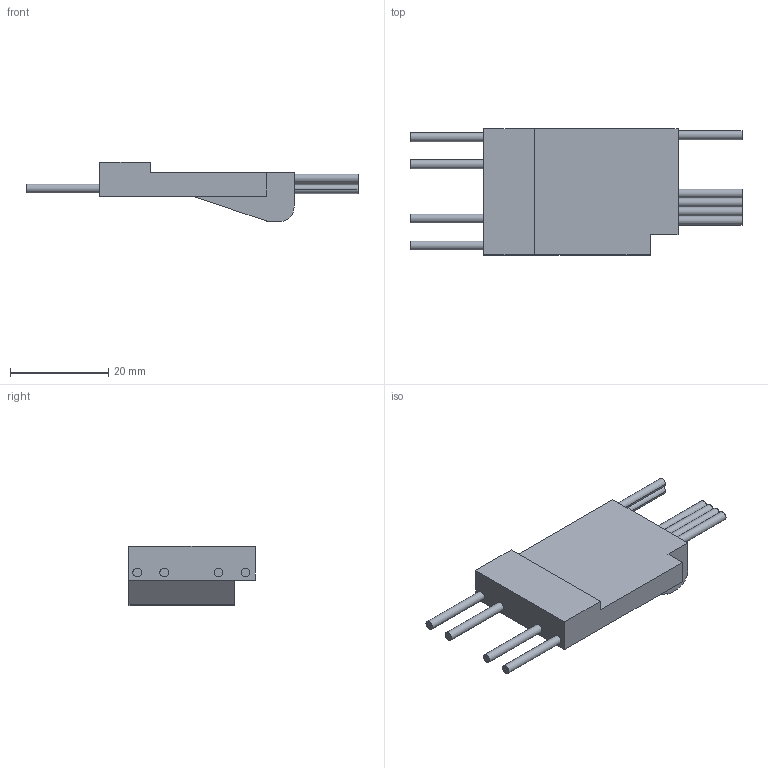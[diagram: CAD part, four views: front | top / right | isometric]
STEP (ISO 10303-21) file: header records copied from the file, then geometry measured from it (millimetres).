
FILE_DESCRIPTION(/* description */ (''),/* implementation_level */ '2;1');
FILE_NAME(/* name */ 'dual motor Brushless esc.step',/* time_stamp */ '2022-09-14T22:45:22-06:00',/* author */ (''),/* organization */ (''),/* preprocessor_version */ 'ST-DEVELOPER v19',/* originating_system */ 'Autodesk Translation Framework v11.7.0.108',/* authorisation */ '');
FILE_SCHEMA (('AUTOMOTIVE_DESIGN { 1 0 10303 214 3 1 1 }'));
Length unit declared in the file: millimetre
Products named in the file (1): dual motor esc
Bounding box: 67.45 x 25.6 x 12.1 mm (x, y, z)
Volume: 7034.5 mm3; surface area: 3795.2 mm2
Topology: 7 solids, 7 shells, 42 faces, 72 edges, 48 vertices
Faces by surface type: plane 29, cylinder 13
Full cylindrical faces by diameter (mm): 1.8 x8
Entity records: 1029 total; most frequent: DIRECTION 184, CARTESIAN_POINT 163, ORIENTED_EDGE 144, EDGE_CURVE 72, AXIS2_PLACEMENT_3D 69, VERTEX_POINT 48, EDGE_LOOP 46, LINE 46
